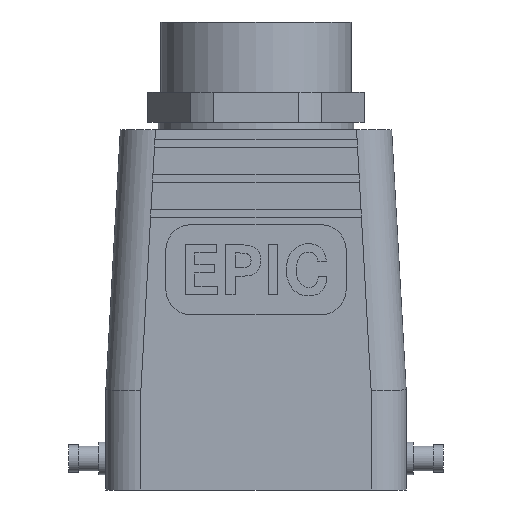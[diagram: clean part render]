
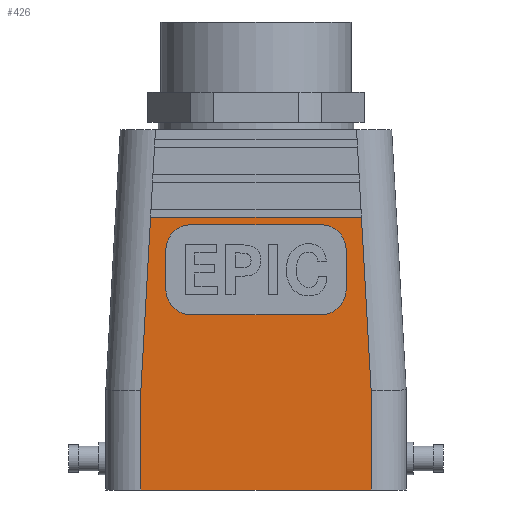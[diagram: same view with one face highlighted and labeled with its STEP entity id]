
A CAD part, front view. The second image highlights one B-rep face of the part: STEP entity #426.
In plain terms, the highlighted planar face has unit normal (0, -1, 0).
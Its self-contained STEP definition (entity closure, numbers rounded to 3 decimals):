
#426 = ADVANCED_FACE( '', ( #910, #911 ), #912, .F. );
#910 = FACE_OUTER_BOUND( '', #1438, .T. );
#911 = FACE_BOUND( '', #1439, .T. );
#912 = PLANE( '', #1440 );
#1438 = EDGE_LOOP( '', ( #2626, #2627, #2628, #2629, #2630, #2631 ) );
#1439 = EDGE_LOOP( '', ( #2632, #2633, #2634, #2635, #2636, #2637, #2638, #2639 ) );
#1440 = AXIS2_PLACEMENT_3D( '', #2640, #2641, #2642 );
#2626 = ORIENTED_EDGE( '', *, *, #3339, .F. );
#2627 = ORIENTED_EDGE( '', *, *, #3366, .F. );
#2628 = ORIENTED_EDGE( '', *, *, #3283, .T. );
#2629 = ORIENTED_EDGE( '', *, *, #3233, .T. );
#2630 = ORIENTED_EDGE( '', *, *, #3123, .T. );
#2631 = ORIENTED_EDGE( '', *, *, #3203, .F. );
#2632 = ORIENTED_EDGE( '', *, *, #3210, .T. );
#2633 = ORIENTED_EDGE( '', *, *, #3478, .T. );
#2634 = ORIENTED_EDGE( '', *, *, #3479, .T. );
#2635 = ORIENTED_EDGE( '', *, *, #3425, .T. );
#2636 = ORIENTED_EDGE( '', *, *, #3325, .T. );
#2637 = ORIENTED_EDGE( '', *, *, #3199, .T. );
#2638 = ORIENTED_EDGE( '', *, *, #3044, .T. );
#2639 = ORIENTED_EDGE( '', *, *, #3480, .T. );
#2640 = CARTESIAN_POINT( '', ( -30., -21.5, 20. ) );
#2641 = DIRECTION( '', ( 0., 1., 0. ) );
#2642 = DIRECTION( '', ( -1., 0., 0. ) );
#3044 = EDGE_CURVE( '', #3590, #3591, #3592, .T. );
#3123 = EDGE_CURVE( '', #3727, #3725, #3728, .T. );
#3199 = EDGE_CURVE( '', #3853, #3590, #3854, .T. );
#3203 = EDGE_CURVE( '', #3859, #3725, #3860, .T. );
#3210 = EDGE_CURVE( '', #3871, #3869, #3872, .T. );
#3233 = EDGE_CURVE( '', #3906, #3727, #3907, .T. );
#3283 = EDGE_CURVE( '', #3981, #3906, #3982, .F. );
#3325 = EDGE_CURVE( '', #4038, #3853, #4039, .T. );
#3339 = EDGE_CURVE( '', #4057, #3859, #4059, .F. );
#3366 = EDGE_CURVE( '', #3981, #4057, #4099, .T. );
#3425 = EDGE_CURVE( '', #4173, #4038, #4174, .T. );
#3478 = EDGE_CURVE( '', #3869, #4246, #4247, .T. );
#3479 = EDGE_CURVE( '', #4246, #4173, #4248, .T. );
#3480 = EDGE_CURVE( '', #3591, #3871, #4249, .T. );
#3590 = VERTEX_POINT( '', #4382 );
#3591 = VERTEX_POINT( '', #4383 );
#3592 = LINE( '', #4384, #4385 );
#3725 = VERTEX_POINT( '', #4609 );
#3727 = VERTEX_POINT( '', #4611 );
#3728 = LINE( '', #4612, #4613 );
#3853 = VERTEX_POINT( '', #4832 );
#3854 = CIRCLE( '', #4833, 5. );
#3859 = VERTEX_POINT( '', #4839 );
#3860 = LINE( '', #4840, #4841 );
#3869 = VERTEX_POINT( '', #4850 );
#3871 = VERTEX_POINT( '', #4853 );
#3872 = LINE( '', #4854, #4855 );
#3906 = VERTEX_POINT( '', #4901 );
#3907 = LINE( '', #4902, #4903 );
#3981 = VERTEX_POINT( '', #5042 );
#3982 = LINE( '', #5043, #5044 );
#4038 = VERTEX_POINT( '', #5124 );
#4039 = LINE( '', #5125, #5126 );
#4057 = VERTEX_POINT( '', #5153 );
#4059 = LINE( '', #5156, #5157 );
#4099 = LINE( '', #5215, #5216 );
#4173 = VERTEX_POINT( '', #5347 );
#4174 = CIRCLE( '', #5348, 5. );
#4246 = VERTEX_POINT( '', #5442 );
#4247 = CIRCLE( '', #5443, 5. );
#4248 = LINE( '', #5444, #5445 );
#4249 = CIRCLE( '', #5446, 5. );
#4382 = CARTESIAN_POINT( '', ( 18., -21.5, 48. ) );
#4383 = CARTESIAN_POINT( '', ( 18., -21.5, 40. ) );
#4384 = CARTESIAN_POINT( '', ( 18., -21.5, 48. ) );
#4385 = VECTOR( '', #5578, 1000. );
#4609 = CARTESIAN_POINT( '', ( 23., -21.5, 0. ) );
#4611 = CARTESIAN_POINT( '', ( -23., -21.5, 0. ) );
#4612 = CARTESIAN_POINT( '', ( -30., -21.5, 0. ) );
#4613 = VECTOR( '', #5655, 1000. );
#4832 = CARTESIAN_POINT( '', ( 13., -21.5, 53. ) );
#4833 = AXIS2_PLACEMENT_3D( '', #5741, #5742, #5743 );
#4839 = CARTESIAN_POINT( '', ( 23., -21.5, 19.805 ) );
#4840 = CARTESIAN_POINT( '', ( 23., -21.5, 20. ) );
#4841 = VECTOR( '', #5748, 1000. );
#4850 = CARTESIAN_POINT( '', ( -13., -21.5, 35. ) );
#4853 = CARTESIAN_POINT( '', ( 13., -21.5, 35. ) );
#4854 = CARTESIAN_POINT( '', ( 13., -21.5, 35. ) );
#4855 = VECTOR( '', #5759, 1000. );
#4901 = CARTESIAN_POINT( '', ( -23., -21.5, 19.805 ) );
#4902 = CARTESIAN_POINT( '', ( -23., -21.5, 20. ) );
#4903 = VECTOR( '', #5775, 1000. );
#5042 = CARTESIAN_POINT( '', ( -21.065, -21.5, 54.5 ) );
#5043 = CARTESIAN_POINT( '', ( -23.011, -21.5, 19.61 ) );
#5044 = VECTOR( '', #5830, 1000. );
#5124 = CARTESIAN_POINT( '', ( -13., -21.5, 53. ) );
#5125 = CARTESIAN_POINT( '', ( -13., -21.5, 53. ) );
#5126 = VECTOR( '', #5869, 1000. );
#5153 = CARTESIAN_POINT( '', ( 21.065, -21.5, 54.5 ) );
#5156 = CARTESIAN_POINT( '', ( 23.011, -21.5, 19.61 ) );
#5157 = VECTOR( '', #5883, 1000. );
#5215 = CARTESIAN_POINT( '', ( -21.065, -21.5, 54.5 ) );
#5216 = VECTOR( '', #5902, 1000. );
#5347 = CARTESIAN_POINT( '', ( -18., -21.5, 48. ) );
#5348 = AXIS2_PLACEMENT_3D( '', #5938, #5939, #5940 );
#5442 = CARTESIAN_POINT( '', ( -18., -21.5, 40. ) );
#5443 = AXIS2_PLACEMENT_3D( '', #5996, #5997, #5998 );
#5444 = CARTESIAN_POINT( '', ( -18., -21.5, 40. ) );
#5445 = VECTOR( '', #5999, 1000. );
#5446 = AXIS2_PLACEMENT_3D( '', #6000, #6001, #6002 );
#5578 = DIRECTION( '', ( 0., 0., -1. ) );
#5655 = DIRECTION( '', ( 1., 0., 0. ) );
#5741 = CARTESIAN_POINT( '', ( 13., -21.5, 48. ) );
#5742 = DIRECTION( '', ( 0., 1., 0. ) );
#5743 = DIRECTION( '', ( -1., 0., 0. ) );
#5748 = DIRECTION( '', ( 0., 0., -1. ) );
#5759 = DIRECTION( '', ( -1., 0., 0. ) );
#5775 = DIRECTION( '', ( 0., 0., -1. ) );
#5830 = DIRECTION( '', ( 0.056, 0., 0.998 ) );
#5869 = DIRECTION( '', ( 1., 0., 0. ) );
#5883 = DIRECTION( '', ( -0.056, 0., 0.998 ) );
#5902 = DIRECTION( '', ( 1., 0., 0. ) );
#5938 = CARTESIAN_POINT( '', ( -13., -21.5, 48. ) );
#5939 = DIRECTION( '', ( 0., 1., 0. ) );
#5940 = DIRECTION( '', ( 1., 0., 0. ) );
#5996 = CARTESIAN_POINT( '', ( -13., -21.5, 40. ) );
#5997 = DIRECTION( '', ( 0., 1., 0. ) );
#5998 = DIRECTION( '', ( 1., 0., 0. ) );
#5999 = DIRECTION( '', ( 0., 0., 1. ) );
#6000 = CARTESIAN_POINT( '', ( 13., -21.5, 40. ) );
#6001 = DIRECTION( '', ( 0., 1., 0. ) );
#6002 = DIRECTION( '', ( -1., 0., 0. ) );
